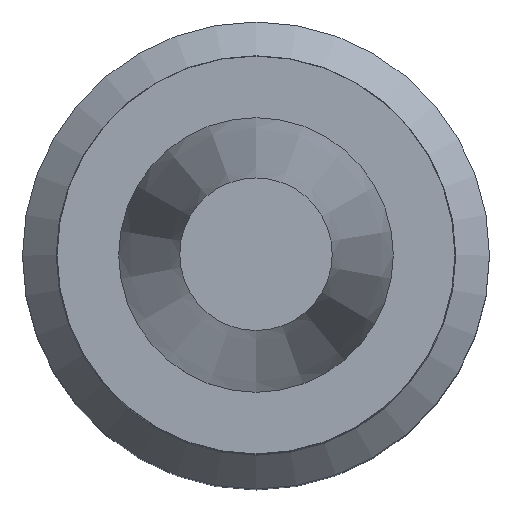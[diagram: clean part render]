
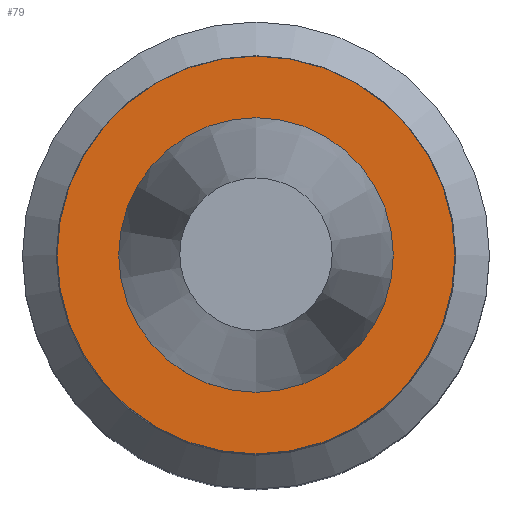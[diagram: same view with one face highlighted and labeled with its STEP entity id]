
A CAD part, top view. The second image highlights one B-rep face of the part: STEP entity #79.
In plain terms, the highlighted planar face has unit normal (0, 0, 1).
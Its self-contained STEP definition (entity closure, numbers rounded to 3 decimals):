
#79=ADVANCED_FACE('',(#102,#103),#104,.T.);
#102=FACE_OUTER_BOUND('',#148,.T.);
#103=FACE_BOUND('',#149,.T.);
#104=PLANE('',#150);
#148=EDGE_LOOP('',(#202));
#149=EDGE_LOOP('',(#203));
#150=AXIS2_PLACEMENT_3D('',#204,#205,#206);
#202=ORIENTED_EDGE('',*,*,#266,.F.);
#203=ORIENTED_EDGE('',*,*,#265,.T.);
#204=CARTESIAN_POINT('',(0.,19.438,-1.));
#205=DIRECTION('',(0.,0.,1.0));
#206=DIRECTION('',(0.,-1.0,0.));
#265=EDGE_CURVE('',#283,#283,#284,.T.);
#266=EDGE_CURVE('',#285,#285,#286,.T.);
#283=VERTEX_POINT('',#313);
#284=CIRCLE('',#314,15.875);
#285=VERTEX_POINT('',#315);
#286=CIRCLE('',#316,23.0);
#313=CARTESIAN_POINT('',(0.,15.875,-1.));
#314=AXIS2_PLACEMENT_3D('',#346,#347,#348);
#315=CARTESIAN_POINT('',(0.,23.0,-1.));
#316=AXIS2_PLACEMENT_3D('',#349,#350,#351);
#346=CARTESIAN_POINT('',(0.,0.,-1.0));
#347=DIRECTION('',(0.,0.,-1.0));
#348=DIRECTION('',(0.,1.0,0.));
#349=CARTESIAN_POINT('',(0.,0.,-1.0));
#350=DIRECTION('',(0.,0.,-1.0));
#351=DIRECTION('',(0.,1.0,0.));
